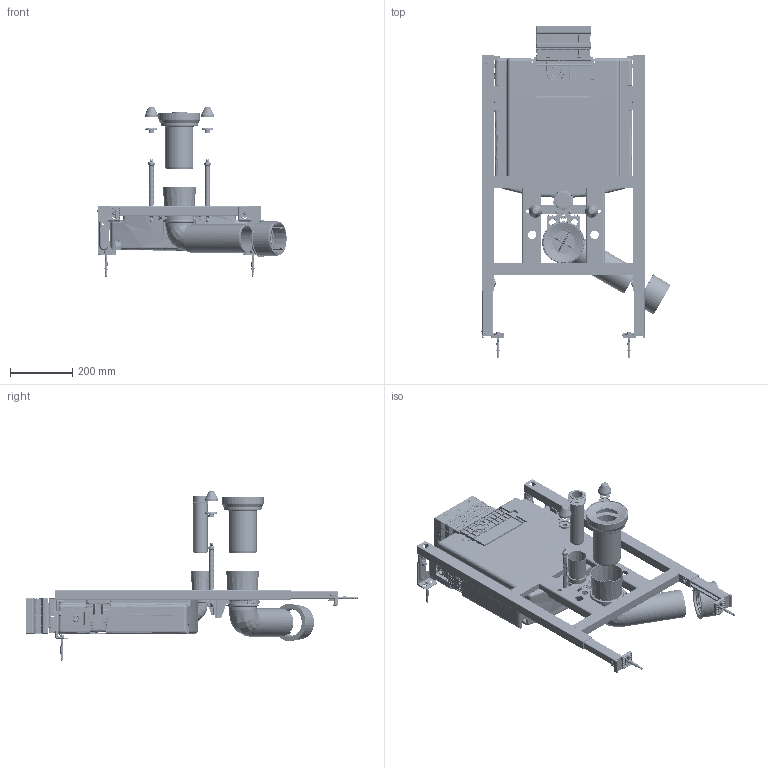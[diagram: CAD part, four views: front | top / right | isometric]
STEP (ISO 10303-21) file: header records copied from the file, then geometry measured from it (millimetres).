
FILE_DESCRIPTION((''),'2;1');
FILE_NAME('90_737_00_S002-BH820-VUB_ASM','2019-01-17T',('mberthel'),(''),'PRO/ENGINEER BY PARAMETRIC TECHNOLOGY CORPORATION, 2015030','PRO/ENGINEER BY PARAMETRIC TECHNOLOGY CORPORATION, 2015030','');
FILE_SCHEMA(('CONFIG_CONTROL_DESIGN'));
Length unit declared in the file: millimetre
Products named in the file (1): 90_737_00_S002-BH820-VUB_ASM
Bounding box: 606.8 x 1064.5 x 542.25 mm (x, y, z)
Surface area: 3708218.3 mm2 (no closed solid volume)
Topology: 0 solids, 672 shells, 10098 faces, 34656 edges, 24276 vertices
Faces by surface type: plane 4333, cylinder 3281, bspline 883, cone 770, torus 707, sphere 122, extrusion 2
Entity records: 518694 total; most frequent: CARTESIAN_POINT 188250, DIRECTION 55034, ORIENTED_EDGE 52007, EDGE_CURVE 34603, VERTEX_POINT 24276, VECTOR 18944, LINE 18942, AXIS2_PLACEMENT_3D 18045
